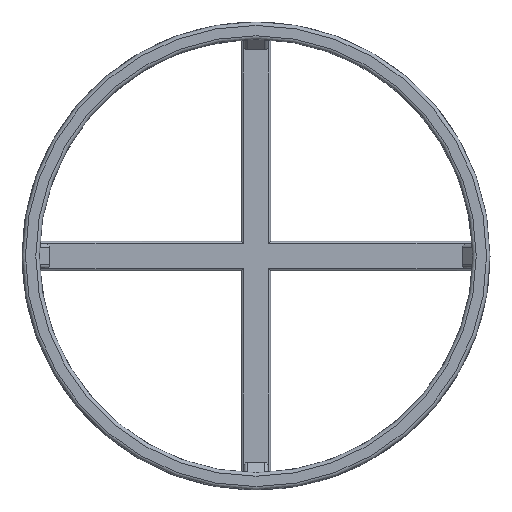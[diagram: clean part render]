
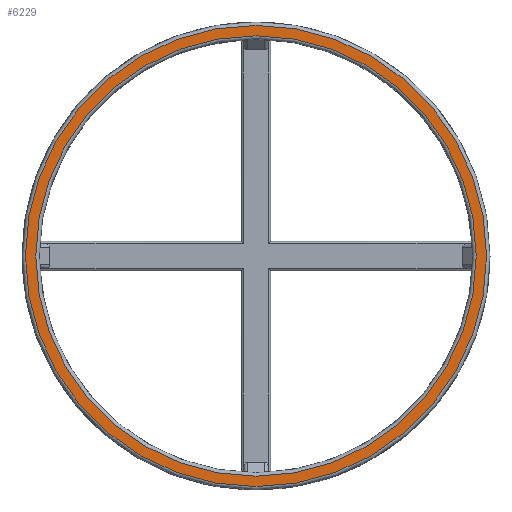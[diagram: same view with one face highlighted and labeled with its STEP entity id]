
A CAD part, top view. The second image highlights one B-rep face of the part: STEP entity #6229.
In plain terms, the highlighted planar face has unit normal (0, 0, 1).
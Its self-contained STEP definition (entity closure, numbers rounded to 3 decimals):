
#379 = TOROIDAL_SURFACE('',#380,63.75,1.);
#380 = AXIS2_PLACEMENT_3D('',#381,#382,#383);
#381 = CARTESIAN_POINT('',(0.,0.,21.));
#382 = DIRECTION('',(0.,0.,1.));
#383 = DIRECTION('',(1.,0.,-0.));
#4783 = VERTEX_POINT('',#4784);
#4784 = CARTESIAN_POINT('',(63.75,0.,22.));
#4804 = EDGE_CURVE('',#4783,#4783,#4805,.T.);
#4805 = SURFACE_CURVE('',#4806,(#4811,#4818),.PCURVE_S1.);
#4806 = CIRCLE('',#4807,63.75);
#4807 = AXIS2_PLACEMENT_3D('',#4808,#4809,#4810);
#4808 = CARTESIAN_POINT('',(0.,0.,22.));
#4809 = DIRECTION('',(0.,0.,1.));
#4810 = DIRECTION('',(1.,0.,-0.));
#4811 = PCURVE('',#379,#4812);
#4812 = DEFINITIONAL_REPRESENTATION('',(#4813),#4817);
#4813 = LINE('',#4814,#4815);
#4814 = CARTESIAN_POINT('',(0.,1.571));
#4815 = VECTOR('',#4816,1.);
#4816 = DIRECTION('',(1.,0.));
#4817 = ( GEOMETRIC_REPRESENTATION_CONTEXT(2) 
PARAMETRIC_REPRESENTATION_CONTEXT() REPRESENTATION_CONTEXT('2D SPACE',''
  ) );
#4818 = PCURVE('',#4819,#4824);
#4819 = PLANE('',#4820);
#4820 = AXIS2_PLACEMENT_3D('',#4821,#4822,#4823);
#4821 = CARTESIAN_POINT('',(0.,0.,22.)
  );
#4822 = DIRECTION('',(0.,0.,1.));
#4823 = DIRECTION('',(1.,0.,-0.));
#4824 = DEFINITIONAL_REPRESENTATION('',(#4825),#4829);
#4825 = CIRCLE('',#4826,63.75);
#4826 = AXIS2_PLACEMENT_2D('',#4827,#4828);
#4827 = CARTESIAN_POINT('',(0.,0.));
#4828 = DIRECTION('',(1.,0.));
#4829 = ( GEOMETRIC_REPRESENTATION_CONTEXT(2) 
PARAMETRIC_REPRESENTATION_CONTEXT() REPRESENTATION_CONTEXT('2D SPACE',''
  ) );
#6229 = ADVANCED_FACE('',(#6230,#6261),#4819,.T.);
#6230 = FACE_BOUND('',#6231,.T.);
#6231 = EDGE_LOOP('',(#6232));
#6232 = ORIENTED_EDGE('',*,*,#6233,.T.);
#6233 = EDGE_CURVE('',#6234,#6234,#6236,.T.);
#6234 = VERTEX_POINT('',#6235);
#6235 = CARTESIAN_POINT('',(66.75,0.,22.));
#6236 = SURFACE_CURVE('',#6237,(#6242,#6249),.PCURVE_S1.);
#6237 = CIRCLE('',#6238,66.75);
#6238 = AXIS2_PLACEMENT_3D('',#6239,#6240,#6241);
#6239 = CARTESIAN_POINT('',(0.,0.,22.));
#6240 = DIRECTION('',(0.,0.,1.));
#6241 = DIRECTION('',(1.,0.,-0.));
#6242 = PCURVE('',#4819,#6243);
#6243 = DEFINITIONAL_REPRESENTATION('',(#6244),#6248);
#6244 = CIRCLE('',#6245,66.75);
#6245 = AXIS2_PLACEMENT_2D('',#6246,#6247);
#6246 = CARTESIAN_POINT('',(0.,0.));
#6247 = DIRECTION('',(1.,0.));
#6248 = ( GEOMETRIC_REPRESENTATION_CONTEXT(2) 
PARAMETRIC_REPRESENTATION_CONTEXT() REPRESENTATION_CONTEXT('2D SPACE',''
  ) );
#6249 = PCURVE('',#6250,#6255);
#6250 = TOROIDAL_SURFACE('',#6251,66.75,1.);
#6251 = AXIS2_PLACEMENT_3D('',#6252,#6253,#6254);
#6252 = CARTESIAN_POINT('',(0.,0.,21.));
#6253 = DIRECTION('',(0.,0.,1.));
#6254 = DIRECTION('',(1.,0.,-0.));
#6255 = DEFINITIONAL_REPRESENTATION('',(#6256),#6260);
#6256 = LINE('',#6257,#6258);
#6257 = CARTESIAN_POINT('',(0.,1.571));
#6258 = VECTOR('',#6259,1.);
#6259 = DIRECTION('',(1.,0.));
#6260 = ( GEOMETRIC_REPRESENTATION_CONTEXT(2) 
PARAMETRIC_REPRESENTATION_CONTEXT() REPRESENTATION_CONTEXT('2D SPACE',''
  ) );
#6261 = FACE_BOUND('',#6262,.T.);
#6262 = EDGE_LOOP('',(#6263));
#6263 = ORIENTED_EDGE('',*,*,#4804,.F.);
